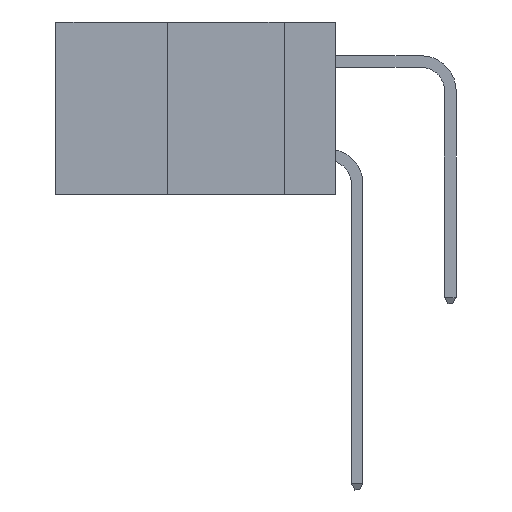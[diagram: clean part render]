
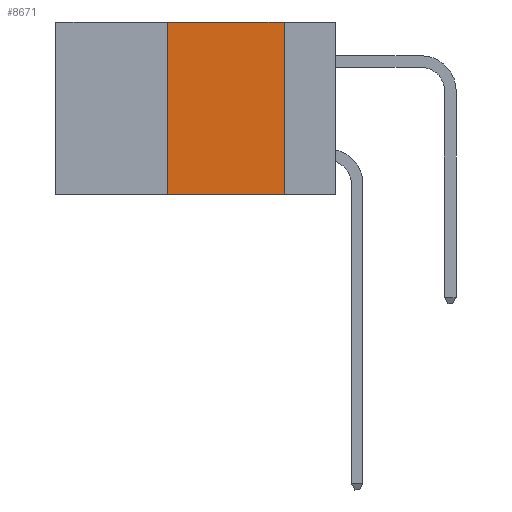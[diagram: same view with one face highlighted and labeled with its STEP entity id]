
A CAD part, left-side view. The second image highlights one B-rep face of the part: STEP entity #8671.
In plain terms, the highlighted planar face has unit normal (-1, 0, 0).
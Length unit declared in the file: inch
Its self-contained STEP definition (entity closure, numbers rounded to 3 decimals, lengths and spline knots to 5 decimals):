
#524 = ORIENTED_EDGE ( 'NONE', *, *, #27515, .F. ) ;
#647 = CARTESIAN_POINT ( 'NONE',  ( 0., 0.36, 0. ) ) ;
#1582 = DIRECTION ( 'NONE',  ( 0., 0., 1. ) ) ;
#1775 = DIRECTION ( 'NONE',  ( 0., 0., -1. ) ) ;
#4378 = PLANE ( 'NONE',  #37024 ) ;
#4572 = ORIENTED_EDGE ( 'NONE', *, *, #11439, .T. ) ;
#6208 = CARTESIAN_POINT ( 'NONE',  ( 0., 0.11, -0.37 ) ) ;
#7191 = ORIENTED_EDGE ( 'NONE', *, *, #18423, .F. ) ;
#7385 = VERTEX_POINT ( 'NONE', #647 ) ;
#7477 = EDGE_CURVE ( 'NONE', #7385, #9227, #25773, .T. ) ;
#8589 = EDGE_LOOP ( 'NONE', ( #524, #30800, #7191, #4572 ) ) ;
#8671 = ADVANCED_FACE ( 'NONE', ( #13892 ), #4378, .F. ) ;
#8692 = VECTOR ( 'NONE', #35926, 39.37008 ) ;
#9227 = VERTEX_POINT ( 'NONE', #31133 ) ;
#11438 = DIRECTION ( 'NONE',  ( 0., 0., -1. ) ) ;
#11439 = EDGE_CURVE ( 'NONE', #39554, #23885, #43908, .T. ) ;
#12318 = CARTESIAN_POINT ( 'NONE',  ( 0., 0.36, -0.37 ) ) ;
#12859 = VECTOR ( 'NONE', #1775, 39.37008 ) ;
#13892 = FACE_OUTER_BOUND ( 'NONE', #8589, .T. ) ;
#14866 = DIRECTION ( 'NONE',  ( 0., -1., 0. ) ) ;
#15210 = LINE ( 'NONE', #22362, #33291 ) ;
#15562 = CARTESIAN_POINT ( 'NONE',  ( 0., 0.6, -0.37 ) ) ;
#18423 = EDGE_CURVE ( 'NONE', #39554, #7385, #15210, .T. ) ;
#21751 = CARTESIAN_POINT ( 'NONE',  ( 0., 0.6, 0. ) ) ;
#22362 = CARTESIAN_POINT ( 'NONE',  ( 0., 0.36, 0. ) ) ;
#23885 = VERTEX_POINT ( 'NONE', #6208 ) ;
#25773 = LINE ( 'NONE', #21751, #42720 ) ;
#27515 = EDGE_CURVE ( 'NONE', #9227, #23885, #32048, .T. ) ;
#28511 = CARTESIAN_POINT ( 'NONE',  ( 0., 0.6, 0. ) ) ;
#30800 = ORIENTED_EDGE ( 'NONE', *, *, #7477, .F. ) ;
#31133 = CARTESIAN_POINT ( 'NONE',  ( 0., 0.11, 0. ) ) ;
#31889 = DIRECTION ( 'NONE',  ( 1., 0., 0. ) ) ;
#32048 = LINE ( 'NONE', #42695, #12859 ) ;
#33291 = VECTOR ( 'NONE', #1582, 39.37008 ) ;
#35926 = DIRECTION ( 'NONE',  ( 0., -1., 0. ) ) ;
#37024 = AXIS2_PLACEMENT_3D ( 'NONE', #28511, #31889, #11438 ) ;
#39554 = VERTEX_POINT ( 'NONE', #12318 ) ;
#42695 = CARTESIAN_POINT ( 'NONE',  ( 0., 0.11, 0. ) ) ;
#42720 = VECTOR ( 'NONE', #14866, 39.37008 ) ;
#43908 = LINE ( 'NONE', #15562, #8692 ) ;
